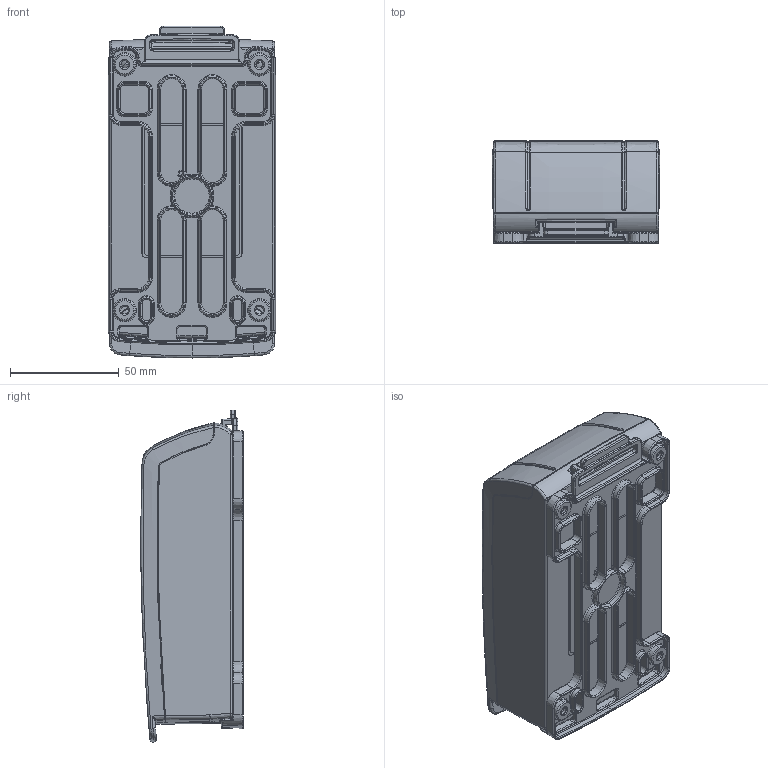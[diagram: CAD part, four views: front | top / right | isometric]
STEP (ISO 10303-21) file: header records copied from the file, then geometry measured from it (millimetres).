
FILE_DESCRIPTION (( 'STEP AP203' ), '1' );
FILE_NAME ('Power Pack 1300.STEP', '2011-09-21T06:39:39', ( '.' ), ( '.' ), 'SwSTEP 2.0', 'SolidWorks 2008', '' );
FILE_SCHEMA (( 'CONFIG_CONTROL_DESIGN' ));
Products named in the file (1): Power Pack 1300
Bounding box: 76.99 x 47.13 x 152.66 mm (x, y, z)
Volume: 433751 mm3; surface area: 56371.9 mm2
Topology: 1 solids, 1 shells, 1703 faces, 4329 edges, 2617 vertices
Faces by surface type: plane 460, bspline 408, torus 315, cylinder 306, cone 180, sphere 34
Entity records: 67119 total; most frequent: CARTESIAN_POINT 28819, ORIENTED_EDGE 8588, DIRECTION 7341, EDGE_CURVE 4294, AXIS2_PLACEMENT_3D 2870, VERTEX_POINT 2617, EDGE_LOOP 1759, ADVANCED_FACE 1703
